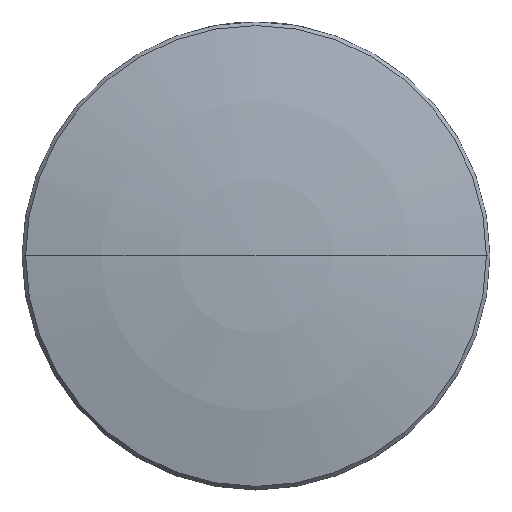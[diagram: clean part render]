
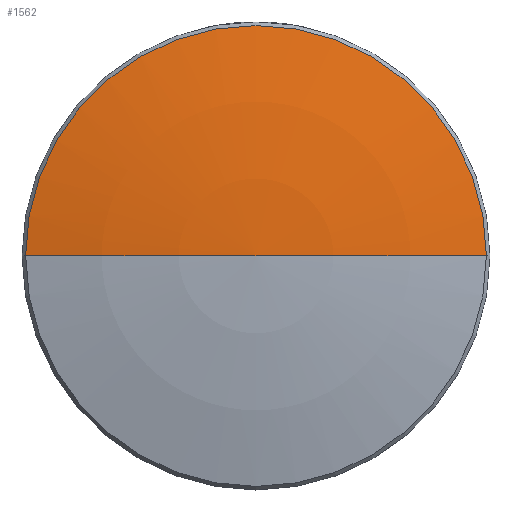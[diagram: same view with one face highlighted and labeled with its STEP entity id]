
A CAD part, top view. The second image highlights one B-rep face of the part: STEP entity #1562.
In plain terms, the highlighted toroidal (fillet/blend) face has major radius 0.001 mm and minor radius 57.51 mm.
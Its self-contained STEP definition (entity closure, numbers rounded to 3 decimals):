
#3 = CIRCLE ( 'NONE', #1494, 12.505 ) ;
#52 = EDGE_CURVE ( 'NONE', #745, #497, #3, .T. ) ;
#75 = DIRECTION ( 'NONE',  ( -1., 0., 0. ) ) ;
#85 = DIRECTION ( 'NONE',  ( -1., 0., 0. ) ) ;
#99 = TOROIDAL_SURFACE ( 'NONE', #1463, -0.001, 57.51 ) ;
#119 = EDGE_CURVE ( 'NONE', #745, #1447, #710, .T. ) ;
#246 = CARTESIAN_POINT ( 'NONE',  ( 0., 0., 1.71 ) ) ;
#255 = CARTESIAN_POINT ( 'NONE',  ( 0., 0., -55.8 ) ) ;
#303 = AXIS2_PLACEMENT_3D ( 'NONE', #595, #1304, #1434 ) ;
#330 = CARTESIAN_POINT ( 'NONE',  ( -12.505, 0., 0.334 ) ) ;
#393 = DIRECTION ( 'NONE',  ( 1., 0., 0. ) ) ;
#458 = AXIS2_PLACEMENT_3D ( 'NONE', #1683, #1539, #75 ) ;
#473 = ORIENTED_EDGE ( 'NONE', *, *, #119, .F. ) ;
#497 = VERTEX_POINT ( 'NONE', #330 ) ;
#523 = DIRECTION ( 'NONE',  ( 0., 0., 1. ) ) ;
#528 = CARTESIAN_POINT ( 'NONE',  ( 12.505, 0., 0.334 ) ) ;
#595 = CARTESIAN_POINT ( 'NONE',  ( -0.001, 0., -55.8 ) ) ;
#710 = CIRCLE ( 'NONE', #303, 57.51 ) ;
#745 = VERTEX_POINT ( 'NONE', #528 ) ;
#878 = FACE_OUTER_BOUND ( 'NONE', #1548, .T. ) ;
#1020 = EDGE_CURVE ( 'NONE', #497, #1447, #1680, .T. ) ;
#1038 = ORIENTED_EDGE ( 'NONE', *, *, #1020, .T. ) ;
#1304 = DIRECTION ( 'NONE',  ( 0., -1., 0. ) ) ;
#1421 = DIRECTION ( 'NONE',  ( 0., 0., 1. ) ) ;
#1434 = DIRECTION ( 'NONE',  ( 0., 0., -1. ) ) ;
#1447 = VERTEX_POINT ( 'NONE', #246 ) ;
#1463 = AXIS2_PLACEMENT_3D ( 'NONE', #255, #523, #393 ) ;
#1470 = ORIENTED_EDGE ( 'NONE', *, *, #52, .T. ) ;
#1494 = AXIS2_PLACEMENT_3D ( 'NONE', #1553, #1421, #85 ) ;
#1539 = DIRECTION ( 'NONE',  ( 0., 1., 0. ) ) ;
#1548 = EDGE_LOOP ( 'NONE', ( #1470, #1038, #473 ) ) ;
#1553 = CARTESIAN_POINT ( 'NONE',  ( 0., 0., 0.334 ) ) ;
#1562 = ADVANCED_FACE ( 'NONE', ( #878 ), #99, .T. ) ;
#1680 = CIRCLE ( 'NONE', #458, 57.51 ) ;
#1683 = CARTESIAN_POINT ( 'NONE',  ( 0.001, 0., -55.8 ) ) ;
